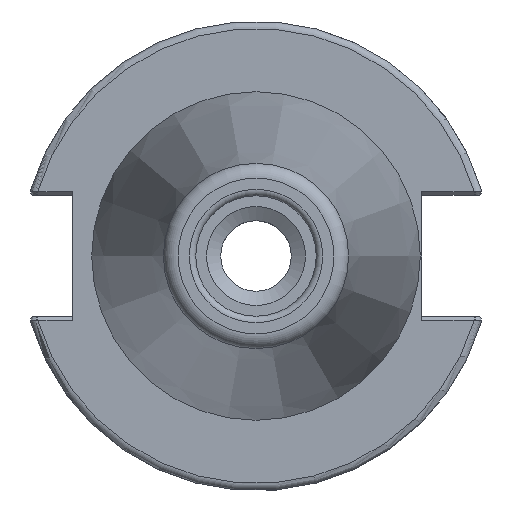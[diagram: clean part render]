
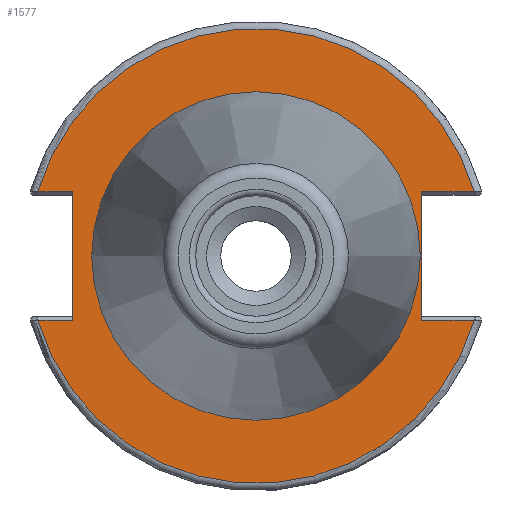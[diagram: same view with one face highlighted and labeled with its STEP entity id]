
A CAD part, left-side view. The second image highlights one B-rep face of the part: STEP entity #1577.
In plain terms, the highlighted planar face has unit normal (-1, 0, 0).
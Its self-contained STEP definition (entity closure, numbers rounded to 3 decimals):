
#51=FACE_BOUND('',#315,.T.);
#60=PLANE('',#1721);
#139=CIRCLE('',#1720,30.775);
#140=CIRCLE('',#1722,30.775);
#141=CIRCLE('',#1723,22.225);
#142=CIRCLE('',#1724,22.225);
#222=FACE_OUTER_BOUND('',#314,.T.);
#314=EDGE_LOOP('',(#1168,#1169,#1170,#1171,#1172,#1173,#1174,#1175));
#315=EDGE_LOOP('',(#1176,#1177));
#402=LINE('',#2520,#502);
#404=LINE('',#2588,#504);
#405=LINE('',#2590,#505);
#406=LINE('',#2594,#506);
#407=LINE('',#2596,#507);
#408=LINE('',#2597,#508);
#502=VECTOR('',#1942,10.);
#504=VECTOR('',#1960,10.);
#505=VECTOR('',#1961,10.);
#506=VECTOR('',#1964,10.);
#507=VECTOR('',#1965,10.);
#508=VECTOR('',#1966,10.);
#671=VERTEX_POINT('',#2513);
#674=VERTEX_POINT('',#2518);
#680=VERTEX_POINT('',#2566);
#682=VERTEX_POINT('',#2587);
#683=VERTEX_POINT('',#2589);
#684=VERTEX_POINT('',#2591);
#685=VERTEX_POINT('',#2593);
#686=VERTEX_POINT('',#2595);
#687=VERTEX_POINT('',#2598);
#688=VERTEX_POINT('',#2599);
#854=EDGE_CURVE('',#674,#671,#402,.T.);
#864=EDGE_CURVE('',#671,#680,#139,.T.);
#867=EDGE_CURVE('',#674,#682,#404,.T.);
#868=EDGE_CURVE('',#683,#682,#405,.T.);
#869=EDGE_CURVE('',#684,#683,#140,.T.);
#870=EDGE_CURVE('',#685,#684,#406,.T.);
#871=EDGE_CURVE('',#685,#686,#407,.T.);
#872=EDGE_CURVE('',#680,#686,#408,.T.);
#873=EDGE_CURVE('',#687,#688,#141,.T.);
#874=EDGE_CURVE('',#688,#687,#142,.T.);
#1168=ORIENTED_EDGE('',*,*,#854,.F.);
#1169=ORIENTED_EDGE('',*,*,#867,.T.);
#1170=ORIENTED_EDGE('',*,*,#868,.F.);
#1171=ORIENTED_EDGE('',*,*,#869,.F.);
#1172=ORIENTED_EDGE('',*,*,#870,.F.);
#1173=ORIENTED_EDGE('',*,*,#871,.T.);
#1174=ORIENTED_EDGE('',*,*,#872,.F.);
#1175=ORIENTED_EDGE('',*,*,#864,.F.);
#1176=ORIENTED_EDGE('',*,*,#873,.T.);
#1177=ORIENTED_EDGE('',*,*,#874,.T.);
#1577=ADVANCED_FACE('',(#222,#51),#60,.T.);
#1720=AXIS2_PLACEMENT_3D('',#2567,#1956,#1957);
#1721=AXIS2_PLACEMENT_3D('',#2586,#1958,#1959);
#1722=AXIS2_PLACEMENT_3D('',#2592,#1962,#1963);
#1723=AXIS2_PLACEMENT_3D('',#2600,#1967,#1968);
#1724=AXIS2_PLACEMENT_3D('',#2601,#1969,#1970);
#1942=DIRECTION('',(0.,-1.,0.));
#1956=DIRECTION('center_axis',(1.,0.,0.));
#1957=DIRECTION('ref_axis',(0.,0.,-1.));
#1958=DIRECTION('center_axis',(-1.,0.,0.));
#1959=DIRECTION('ref_axis',(0.,0.,1.));
#1960=DIRECTION('',(0.,0.,1.));
#1961=DIRECTION('',(0.,1.,0.));
#1962=DIRECTION('center_axis',(1.,0.,0.));
#1963=DIRECTION('ref_axis',(0.,0.,-1.));
#1964=DIRECTION('',(0.,1.,0.));
#1965=DIRECTION('',(0.,0.,-1.));
#1966=DIRECTION('',(0.,-1.,0.));
#1967=DIRECTION('center_axis',(1.,0.,0.));
#1968=DIRECTION('ref_axis',(0.,0.,-1.));
#1969=DIRECTION('center_axis',(1.,0.,0.));
#1970=DIRECTION('ref_axis',(0.,0.,-1.));
#2513=CARTESIAN_POINT('',(3.175,-29.523,-8.69));
#2518=CARTESIAN_POINT('',(3.175,-22.41,-8.69));
#2520=CARTESIAN_POINT('',(3.175,-4.878,-8.69));
#2566=CARTESIAN_POINT('',(3.175,29.523,-8.69));
#2567=CARTESIAN_POINT('Origin',(3.175,0.,
0.));
#2586=CARTESIAN_POINT('Origin',(3.175,30.775,0.));
#2587=CARTESIAN_POINT('',(3.175,-22.41,8.69));
#2588=CARTESIAN_POINT('',(3.175,-22.41,-4.095));
#2589=CARTESIAN_POINT('',(3.175,-29.523,8.69));
#2590=CARTESIAN_POINT('',(3.175,4.182,8.69));
#2591=CARTESIAN_POINT('',(3.175,29.523,8.69));
#2592=CARTESIAN_POINT('Origin',(3.175,0.,
0.));
#2593=CARTESIAN_POINT('',(3.175,24.8,8.69));
#2594=CARTESIAN_POINT('',(3.175,32.958,8.69));
#2595=CARTESIAN_POINT('',(3.175,24.8,-8.69));
#2596=CARTESIAN_POINT('',(3.175,24.8,4.095));
#2597=CARTESIAN_POINT('',(3.175,27.788,-8.69));
#2598=CARTESIAN_POINT('',(3.175,22.225,0.));
#2599=CARTESIAN_POINT('',(3.175,-22.225,0.));
#2600=CARTESIAN_POINT('Origin',(3.175,0.,
0.));
#2601=CARTESIAN_POINT('Origin',(3.175,0.,
0.));
